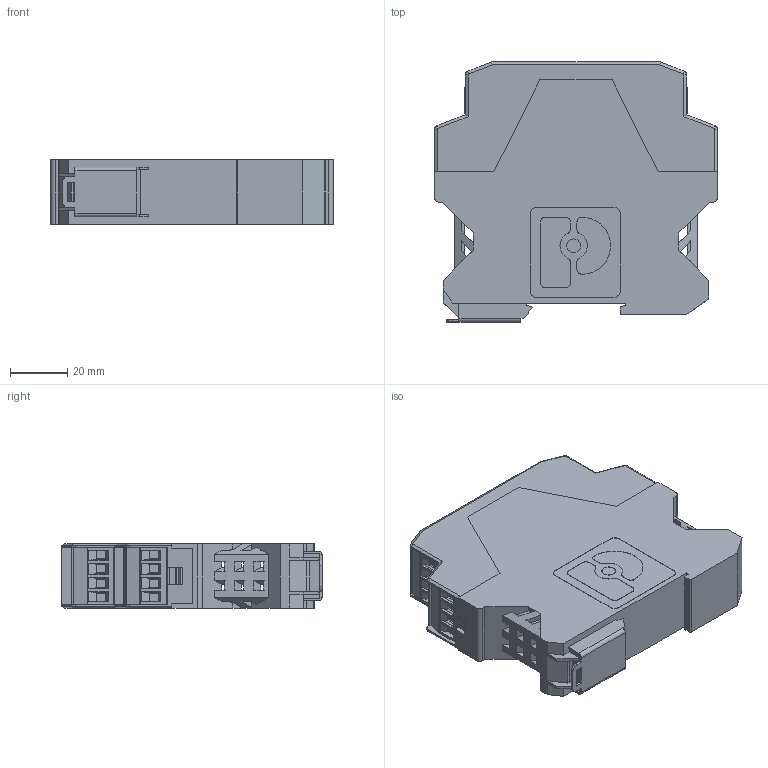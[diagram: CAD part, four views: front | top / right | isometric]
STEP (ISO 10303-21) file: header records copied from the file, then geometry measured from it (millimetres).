
FILE_DESCRIPTION((''),'2;1');
FILE_NAME('200660_NDP-KE2-8E2_AS_SW0001','2010-03-08T',('mabamberg'),(''),'PRO/ENGINEER BY PARAMETRIC TECHNOLOGY CORPORATION, 2006300','PRO/ENGINEER BY PARAMETRIC TECHNOLOGY CORPORATION, 2006300','');
FILE_SCHEMA(('CONFIG_CONTROL_DESIGN'));
Products named in the file (1): 200660_NDP-KE2-8E2_AS_SW0001
Bounding box: 99 x 91.1 x 22.6 mm (x, y, z)
Surface area: 57427.4 mm2 (no closed solid volume)
Topology: 0 solids, 61 shells, 1934 faces, 6386 edges, 4374 vertices
Faces by surface type: plane 1605, cylinder 304, cone 25
Entity records: 82798 total; most frequent: CARTESIAN_POINT 13720, DIRECTION 11184, ORIENTED_EDGE 10980, EDGE_CURVE 6369, VECTOR 5144, LINE 5144, VERTEX_POINT 4371, AXIS2_PLACEMENT_3D 3020
